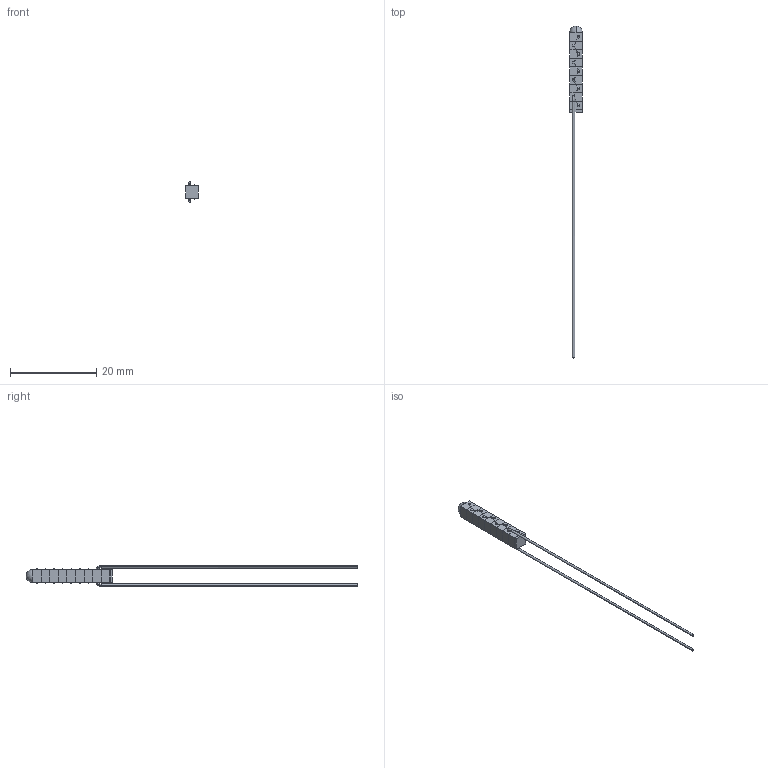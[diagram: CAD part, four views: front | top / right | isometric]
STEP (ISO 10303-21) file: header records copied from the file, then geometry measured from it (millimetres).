
FILE_DESCRIPTION (( 'STEP AP214' ), '1' );
FILE_NAME ('CTN002957.STEP', '2015-04-14T06:06:48', ( '' ), ( '' ), 'SwSTEP 2.0', 'SolidWorks 2014', '' );
FILE_SCHEMA (( 'AUTOMOTIVE_DESIGN' ));
Length unit declared in the file: millimetre
Products named in the file (1): CTN002957
Bounding box: 3 x 77.1 x 4.72 mm (x, y, z)
Volume: 198.4 mm3; surface area: 604.9 mm2
Topology: 2 solids, 2 shells, 202 faces, 539 edges, 323 vertices
Faces by surface type: cylinder 83, plane 79, sphere 26, bspline 14
Entity records: 9800 total; most frequent: CARTESIAN_POINT 3675, ORIENTED_EDGE 1074, DIRECTION 916, EDGE_CURVE 537, VERTEX_POINT 323, AXIS2_PLACEMENT_3D 320, LINE 276, VECTOR 276
